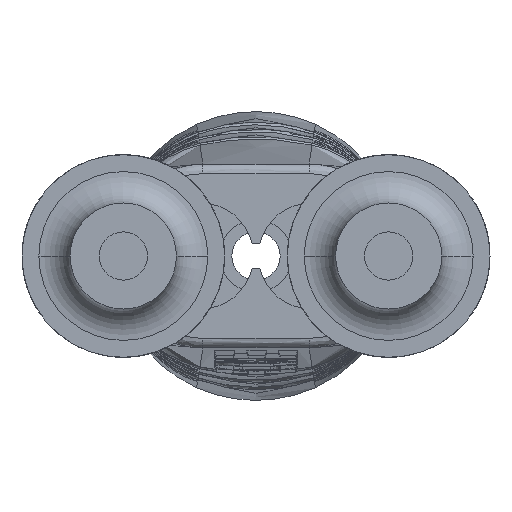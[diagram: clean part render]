
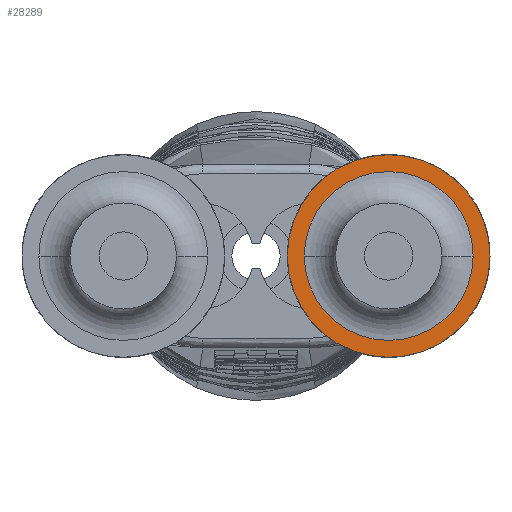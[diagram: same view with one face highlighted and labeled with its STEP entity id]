
A CAD part, front view. The second image highlights one B-rep face of the part: STEP entity #28289.
In plain terms, the highlighted face is planar.
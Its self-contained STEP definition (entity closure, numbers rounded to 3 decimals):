
#21556=CARTESIAN_POINT('',(9.7,0.,0.));
#21557=DIRECTION('',(1.,0.,0.));
#21558=DIRECTION('',(0.,1.,0.));
#21559=AXIS2_PLACEMENT_3D('',#21556,#21557,#21558);
#21565=CARTESIAN_POINT('',(9.7,0.,0.));
#21566=DIRECTION('',(-1.,0.,0.));
#21567=DIRECTION('',(0.,1.,0.));
#21568=AXIS2_PLACEMENT_3D('',#21565,#21566,#21567);
#21574=CARTESIAN_POINT('',(9.7,0.,0.));
#21575=DIRECTION('',(-1.,0.,0.));
#21576=DIRECTION('',(0.,1.,0.));
#21577=AXIS2_PLACEMENT_3D('',#21574,#21575,#21576);
#21579=CARTESIAN_POINT('',(9.7,0.,0.));
#21580=DIRECTION('',(1.,0.,0.));
#21581=DIRECTION('',(0.,1.,0.));
#21582=AXIS2_PLACEMENT_3D('',#21579,#21580,#21581);
#22682=CARTESIAN_POINT('',(9.7,1.,0.));
#22684=VERTEX_POINT('',#22682);
#22686=CARTESIAN_POINT('',(9.7,-1.,0.));
#22688=VERTEX_POINT('',#22686);
#23373=CARTESIAN_POINT('',(9.7,2.1,0.));
#23375=VERTEX_POINT('',#23373);
#23377=CARTESIAN_POINT('',(9.7,-2.1,0.));
#23379=VERTEX_POINT('',#23377);
#28274=CARTESIAN_POINT('',(9.7,0.,0.));
#28275=DIRECTION('',(1.,0.,0.));
#28276=DIRECTION('',(0.,-1.,0.));
#28277=AXIS2_PLACEMENT_3D('',#28274,#28275,#28276);
#28278=PLANE('',#28277);
#28279=ORIENTED_EDGE('',*,*,#28230,.F.);
#28280=ORIENTED_EDGE('',*,*,#28268,.T.);
#28281=EDGE_LOOP('',(#28279,#28280));
#28282=FACE_OUTER_BOUND('',#28281,.F.);
#28284=ORIENTED_EDGE('',*,*,#28283,.F.);
#28286=ORIENTED_EDGE('',*,*,#28285,.T.);
#28287=EDGE_LOOP('',(#28284,#28286));
#28288=FACE_BOUND('',#28287,.F.);
#21560=CIRCLE('',#21559,2.1);
#21569=CIRCLE('',#21568,2.1);
#21578=CIRCLE('',#21577,1.);
#21583=CIRCLE('',#21582,1.);
#28230=EDGE_CURVE('',#23375,#23379,#21560,.T.);
#28268=EDGE_CURVE('',#23375,#23379,#21569,.T.);
#28283=EDGE_CURVE('',#22684,#22688,#21578,.T.);
#28285=EDGE_CURVE('',#22684,#22688,#21583,.T.);
#28289=ADVANCED_FACE('',(#28282,#28288),#28278,.T.);
